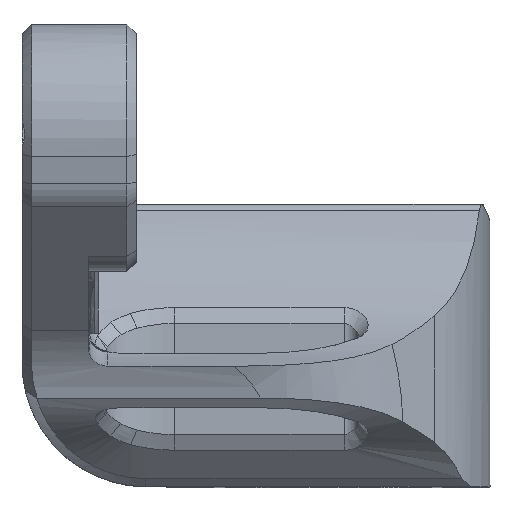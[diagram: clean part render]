
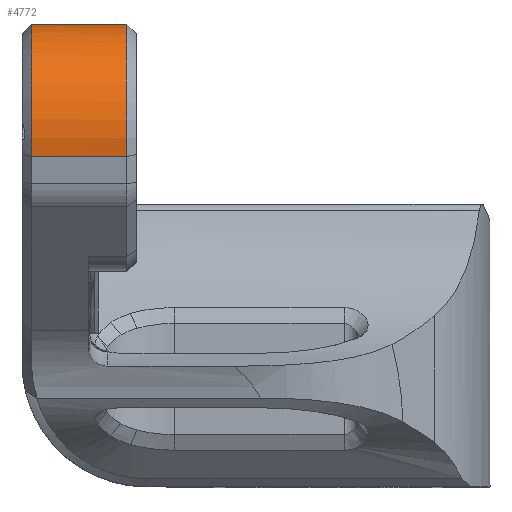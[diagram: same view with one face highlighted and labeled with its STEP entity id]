
A CAD part, top view. The second image highlights one B-rep face of the part: STEP entity #4772.
In plain terms, the highlighted cylindrical face has radius 11.5 mm (diameter 23 mm), a partial arc.
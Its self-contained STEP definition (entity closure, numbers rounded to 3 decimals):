
#102=B_SPLINE_CURVE_WITH_KNOTS('',3,(#7085,#7086,#7087,#7088,#7089,#7090,
#7091,#7092,#7093,#7094,#7095,#7096,#7097,#7098,#7099,#7100,#7101,#7102),
 .UNSPECIFIED.,.F.,.F.,(4,2,2,2,2,2,2,2,4),(-0.151,-0.132,
-0.113,-0.094,-0.075,-0.057,
-0.038,-0.019,0.),.UNSPECIFIED.);
#429=FACE_OUTER_BOUND('',#703,.T.);
#703=EDGE_LOOP('',(#3690,#3691,#3692,#3693,#3694,#3695,#3696,#3697));
#968=LINE('',#7112,#1319);
#971=LINE('',#7132,#1322);
#1054=LINE('',#8789,#1405);
#1056=LINE('',#8792,#1407);
#1319=VECTOR('',#5721,10.);
#1322=VECTOR('',#5736,10.);
#1405=VECTOR('',#6167,10.);
#1407=VECTOR('',#6171,10.);
#1676=CIRCLE('',#5060,11.5);
#1678=CIRCLE('',#5062,11.5);
#1782=CIRCLE('',#5210,11.5);
#1975=VERTEX_POINT('',#7082);
#1976=VERTEX_POINT('',#7084);
#1979=VERTEX_POINT('',#7111);
#1980=VERTEX_POINT('',#7117);
#1983=VERTEX_POINT('',#7123);
#1984=VERTEX_POINT('',#7125);
#2156=VERTEX_POINT('',#8569);
#2157=VERTEX_POINT('',#8571);
#2476=EDGE_CURVE('',#1975,#1976,#102,.T.);
#2481=EDGE_CURVE('',#1979,#1976,#968,.T.);
#2483=EDGE_CURVE('',#1979,#1980,#1676,.T.);
#2487=EDGE_CURVE('',#1983,#1984,#1678,.T.);
#2490=EDGE_CURVE('',#1975,#1984,#971,.T.);
#2708=EDGE_CURVE('',#2156,#2157,#1782,.T.);
#2758=EDGE_CURVE('',#1980,#2156,#1054,.T.);
#2760=EDGE_CURVE('',#1983,#2157,#1056,.T.);
#3690=ORIENTED_EDGE('',*,*,#2483,.F.);
#3691=ORIENTED_EDGE('',*,*,#2481,.T.);
#3692=ORIENTED_EDGE('',*,*,#2476,.F.);
#3693=ORIENTED_EDGE('',*,*,#2490,.T.);
#3694=ORIENTED_EDGE('',*,*,#2487,.F.);
#3695=ORIENTED_EDGE('',*,*,#2760,.T.);
#3696=ORIENTED_EDGE('',*,*,#2708,.F.);
#3697=ORIENTED_EDGE('',*,*,#2758,.F.);
#4615=CYLINDRICAL_SURFACE('',#5239,11.5);
#4772=ADVANCED_FACE('',(#429),#4615,.T.);
#5060=AXIS2_PLACEMENT_3D('',#7118,#5724,#5725);
#5062=AXIS2_PLACEMENT_3D('',#7126,#5730,#5731);
#5210=AXIS2_PLACEMENT_3D('',#8572,#6085,#6086);
#5239=AXIS2_PLACEMENT_3D('',#8791,#6169,#6170);
#5721=DIRECTION('',(-1.,0.,0.));
#5724=DIRECTION('center_axis',(1.,0.,0.));
#5725=DIRECTION('ref_axis',(0.,1.,0.));
#5730=DIRECTION('center_axis',(1.,0.,0.));
#5731=DIRECTION('ref_axis',(0.,1.,0.));
#5736=DIRECTION('',(1.,0.,0.));
#6085=DIRECTION('center_axis',(-1.,0.,0.));
#6086=DIRECTION('ref_axis',(0.,1.,0.));
#6167=DIRECTION('',(-1.,0.,0.));
#6169=DIRECTION('center_axis',(-1.,0.,0.));
#6170=DIRECTION('ref_axis',(0.,0.885,0.465));
#6171=DIRECTION('',(-1.,0.,0.));
#7082=CARTESIAN_POINT('',(-19.479,-19.848,298.166));
#7084=CARTESIAN_POINT('',(-19.479,-19.425,299.072));
#7085=CARTESIAN_POINT('Ctrl Pts',(-19.479,-19.848,298.166));
#7086=CARTESIAN_POINT('Ctrl Pts',(-19.542,-19.848,298.166));
#7087=CARTESIAN_POINT('Ctrl Pts',(-19.609,-19.842,298.177));
#7088=CARTESIAN_POINT('Ctrl Pts',(-19.732,-19.819,298.222));
#7089=CARTESIAN_POINT('Ctrl Pts',(-19.788,-19.801,298.257));
#7090=CARTESIAN_POINT('Ctrl Pts',(-19.877,-19.761,298.336));
#7091=CARTESIAN_POINT('Ctrl Pts',(-19.915,-19.736,298.386));
#7092=CARTESIAN_POINT('Ctrl Pts',(-19.966,-19.682,298.497));
#7093=CARTESIAN_POINT('Ctrl Pts',(-19.979,-19.653,298.557));
#7094=CARTESIAN_POINT('Ctrl Pts',(-19.979,-19.6,298.671));
#7095=CARTESIAN_POINT('Ctrl Pts',(-19.966,-19.572,298.732));
#7096=CARTESIAN_POINT('Ctrl Pts',(-19.915,-19.522,298.845));
#7097=CARTESIAN_POINT('Ctrl Pts',(-19.877,-19.5,298.896));
#7098=CARTESIAN_POINT('Ctrl Pts',(-19.788,-19.465,298.978));
#7099=CARTESIAN_POINT('Ctrl Pts',(-19.732,-19.45,299.013));
#7100=CARTESIAN_POINT('Ctrl Pts',(-19.609,-19.43,299.06));
#7101=CARTESIAN_POINT('Ctrl Pts',(-19.542,-19.425,299.072));
#7102=CARTESIAN_POINT('Ctrl Pts',(-19.479,-19.425,299.072));
#7111=CARTESIAN_POINT('',(-13.5,-19.425,299.072));
#7112=CARTESIAN_POINT('',(-12.5,-19.425,299.072));
#7117=CARTESIAN_POINT('',(-13.5,-32.454,314.72));
#7118=CARTESIAN_POINT('Origin',(-13.5,-30.049,303.474));
#7123=CARTESIAN_POINT('',(-13.5,-22.15,295.117));
#7125=CARTESIAN_POINT('',(-13.5,-19.848,298.166));
#7126=CARTESIAN_POINT('Origin',(-13.5,-30.049,303.474));
#7132=CARTESIAN_POINT('',(-12.5,-19.848,298.166));
#8569=CARTESIAN_POINT('',(-23.5,-32.454,314.72));
#8571=CARTESIAN_POINT('',(-23.5,-22.15,295.117));
#8572=CARTESIAN_POINT('Origin',(-23.5,-30.049,303.474));
#8789=CARTESIAN_POINT('',(-12.5,-32.454,314.72));
#8791=CARTESIAN_POINT('Origin',(-12.5,-30.049,303.474));
#8792=CARTESIAN_POINT('',(-12.5,-22.15,295.117));
